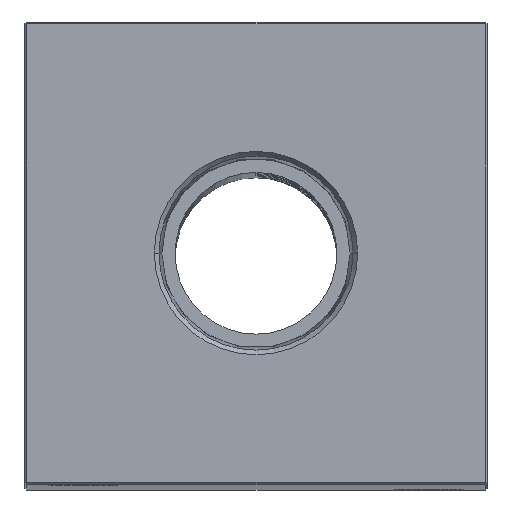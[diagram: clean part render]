
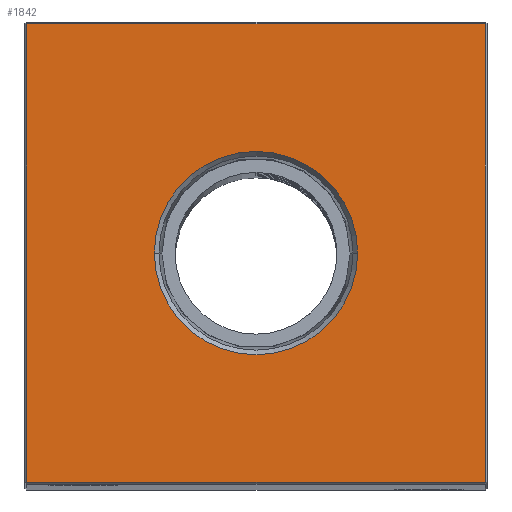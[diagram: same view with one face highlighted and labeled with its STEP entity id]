
A CAD part, top view. The second image highlights one B-rep face of the part: STEP entity #1842.
In plain terms, the highlighted planar face has unit normal (0, 0, 1).
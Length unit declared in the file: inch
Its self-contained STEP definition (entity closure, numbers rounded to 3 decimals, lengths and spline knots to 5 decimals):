
#319 = EDGE_CURVE ( 'NONE', #6692, #10866, #6800, .T. ) ;
#1005 = ORIENTED_EDGE ( 'NONE', *, *, #25327, .F. ) ;
#1746 = CIRCLE ( 'NONE', #26494, 0.5499 ) ;
#1842 = ADVANCED_FACE ( 'NONE', ( #3877, #14555 ), #20789, .F. ) ;
#1941 = DIRECTION ( 'NONE',  ( 0., 0., -1. ) ) ;
#2018 = CARTESIAN_POINT ( 'NONE',  ( 0., 0., 18. ) ) ;
#2320 = ORIENTED_EDGE ( 'NONE', *, *, #8389, .F. ) ;
#3059 = LINE ( 'NONE', #22465, #18825 ) ;
#3877 = FACE_OUTER_BOUND ( 'NONE', #18890, .T. ) ;
#4164 = VERTEX_POINT ( 'NONE', #22013 ) ;
#4576 = DIRECTION ( 'NONE',  ( 0., -1., 0. ) ) ;
#6250 = DIRECTION ( 'NONE',  ( -1., 0., 0. ) ) ;
#6692 = VERTEX_POINT ( 'NONE', #7762 ) ;
#6800 = LINE ( 'NONE', #21893, #20836 ) ;
#7679 = EDGE_CURVE ( 'NONE', #18442, #6692, #15893, .T. ) ;
#7762 = CARTESIAN_POINT ( 'NONE',  ( -1.24, 1.24, 18. ) ) ;
#7855 = CARTESIAN_POINT ( 'NONE',  ( 0., 0., 18. ) ) ;
#8188 = ORIENTED_EDGE ( 'NONE', *, *, #16559, .T. ) ;
#8254 = VERTEX_POINT ( 'NONE', #8843 ) ;
#8389 = EDGE_CURVE ( 'NONE', #4164, #8254, #1746, .T. ) ;
#8481 = AXIS2_PLACEMENT_3D ( 'NONE', #16367, #1941, #6250 ) ;
#8843 = CARTESIAN_POINT ( 'NONE',  ( -0.5499, 0., 18. ) ) ;
#10472 = DIRECTION ( 'NONE',  ( 0., 0., 1. ) ) ;
#10866 = VERTEX_POINT ( 'NONE', #11899 ) ;
#11590 = DIRECTION ( 'NONE',  ( 1., 0., 0. ) ) ;
#11899 = CARTESIAN_POINT ( 'NONE',  ( -1.24, -1.24, 18. ) ) ;
#12788 = CARTESIAN_POINT ( 'NONE',  ( 1.24, -1.24, 18. ) ) ;
#13811 = DIRECTION ( 'NONE',  ( -1., 0., 0. ) ) ;
#13884 = DIRECTION ( 'NONE',  ( 1., 0., 0. ) ) ;
#13941 = CARTESIAN_POINT ( 'NONE',  ( 1.24, 0., 18. ) ) ;
#14555 = FACE_BOUND ( 'NONE', #24769, .T. ) ;
#15893 = LINE ( 'NONE', #22523, #24751 ) ;
#16367 = CARTESIAN_POINT ( 'NONE',  ( 0., 0., 18. ) ) ;
#16559 = EDGE_CURVE ( 'NONE', #19064, #18442, #20839, .T. ) ;
#17724 = ORIENTED_EDGE ( 'NONE', *, *, #319, .T. ) ;
#17847 = CARTESIAN_POINT ( 'NONE',  ( 1.24, 1.24, 18. ) ) ;
#17871 = ORIENTED_EDGE ( 'NONE', *, *, #19173, .T. ) ;
#18442 = VERTEX_POINT ( 'NONE', #17847 ) ;
#18825 = VECTOR ( 'NONE', #13884, 39.37008 ) ;
#18890 = EDGE_LOOP ( 'NONE', ( #17724, #17871, #8188, #20091 ) ) ;
#19018 = VECTOR ( 'NONE', #22388, 39.37008 ) ;
#19064 = VERTEX_POINT ( 'NONE', #12788 ) ;
#19173 = EDGE_CURVE ( 'NONE', #10866, #19064, #3059, .T. ) ;
#20091 = ORIENTED_EDGE ( 'NONE', *, *, #7679, .T. ) ;
#20789 = PLANE ( 'NONE',  #8481 ) ;
#20836 = VECTOR ( 'NONE', #4576, 39.37008 ) ;
#20839 = LINE ( 'NONE', #13941, #19018 ) ;
#21893 = CARTESIAN_POINT ( 'NONE',  ( -1.24, 0., 18. ) ) ;
#22013 = CARTESIAN_POINT ( 'NONE',  ( 0.5499, 0., 18. ) ) ;
#22388 = DIRECTION ( 'NONE',  ( 0., 1., 0. ) ) ;
#22465 = CARTESIAN_POINT ( 'NONE',  ( 0., -1.24, 18. ) ) ;
#22523 = CARTESIAN_POINT ( 'NONE',  ( 0., 1.24, 18. ) ) ;
#22639 = CIRCLE ( 'NONE', #24421, 0.5499 ) ;
#22671 = DIRECTION ( 'NONE',  ( 1., 0., 0. ) ) ;
#22816 = DIRECTION ( 'NONE',  ( 0., 0., 1. ) ) ;
#24421 = AXIS2_PLACEMENT_3D ( 'NONE', #2018, #10472, #22671 ) ;
#24751 = VECTOR ( 'NONE', #13811, 39.37008 ) ;
#24769 = EDGE_LOOP ( 'NONE', ( #2320, #1005 ) ) ;
#25327 = EDGE_CURVE ( 'NONE', #8254, #4164, #22639, .T. ) ;
#26494 = AXIS2_PLACEMENT_3D ( 'NONE', #7855, #22816, #11590 ) ;
